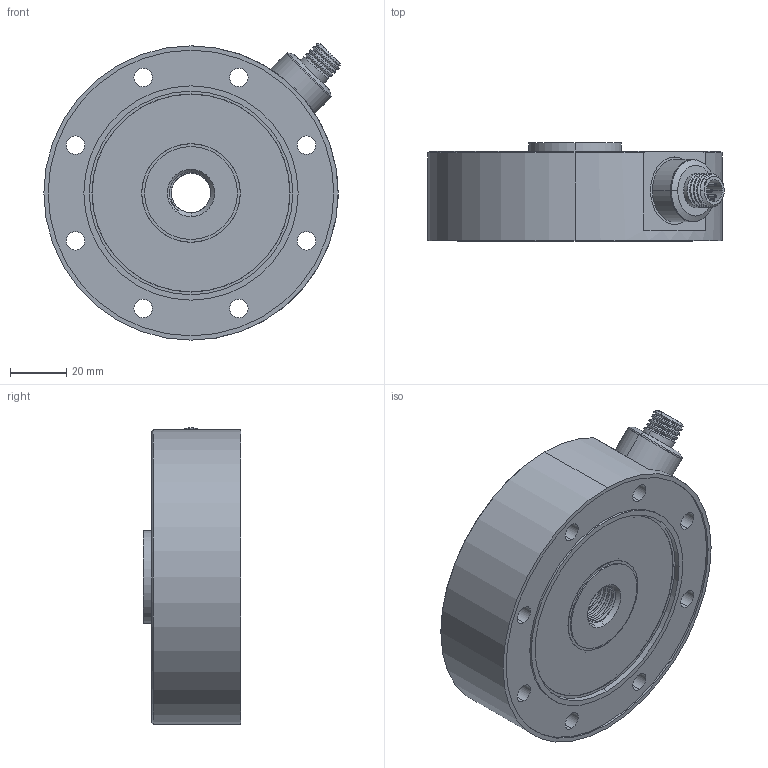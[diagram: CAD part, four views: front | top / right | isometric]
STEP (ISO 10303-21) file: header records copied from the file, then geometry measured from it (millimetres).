
FILE_DESCRIPTION (( 'STEP AP214' ), '1' );
FILE_NAME ('CUSTOM LOW PROFILE LOAD CELL, LOW CAP.STEP', '2025-07-31T06:22:55', ( '' ), ( '' ), 'SwSTEP 2.0', 'SolidWorks 2023', '' );
FILE_SCHEMA (( 'AUTOMOTIVE_DESIGN' ));
Length unit declared in the file: millimetre
Products named in the file (5): MMACH-A005646; MMACH-A009783; MFAB-A006008; CONN-A006320; CUSTOM LOW PROFILE LOAD CELL, LOW CAP
Assembly tree (5 placements, depth 2):
  CUSTOM LOW PROFILE LOAD CELL, LOW CAP
    MMACH-A009783
    MFAB-A006008  x2
    MMACH-A005646
    CONN-A006320
Bounding box: 105.36 x 34.8 x 105.36 mm (x, y, z)
Volume: 209689.5 mm3; surface area: 56348.8 mm2
Topology: 5 solids, 5 shells, 242 faces, 579 edges, 375 vertices
Faces by surface type: cylinder 138, plane 45, bspline 24, torus 18, cone 17
Entity records: 26430 total; most frequent: CARTESIAN_POINT 20986, ORIENTED_EDGE 1134, DIRECTION 1085, EDGE_CURVE 567, AXIS2_PLACEMENT_3D 464, VERTEX_POINT 367, EDGE_LOOP 290, CIRCLE 244
